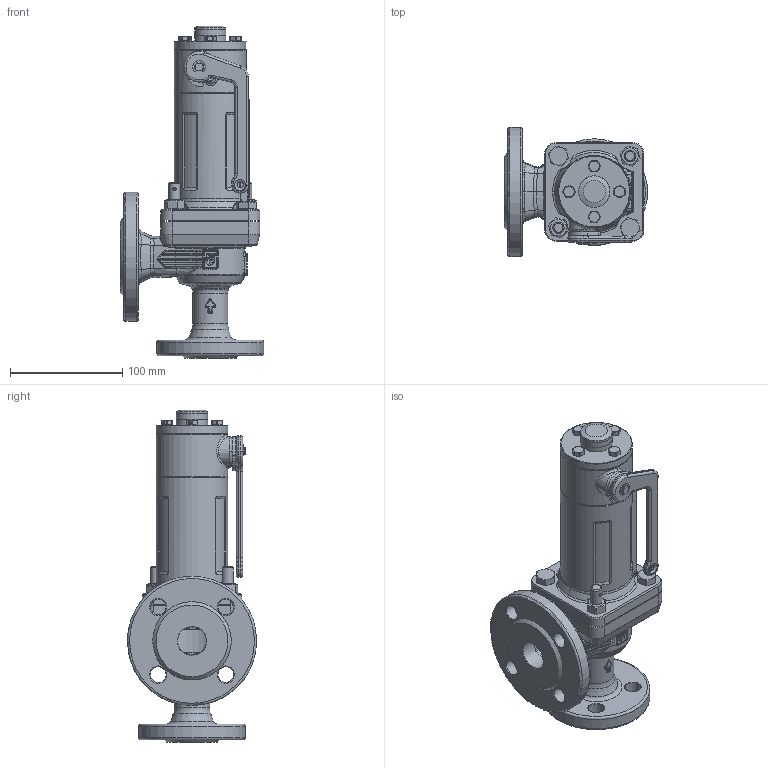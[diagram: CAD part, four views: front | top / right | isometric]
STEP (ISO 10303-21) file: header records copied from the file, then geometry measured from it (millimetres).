
FILE_DESCRIPTION(('HOOPS Exchange Step'),'2;1');
FILE_NAME('SF0610_DN15_15-25.stp','2025-06-27T13:24:52+02:00',('nieru'),('Unknown organisation'),'HOOPS Exchange 2024.2','HOOPS Exchange','Unknown authorisation');
FILE_SCHEMA( ('AP203_CONFIGURATION_CONTROLLED_3D_DESIGN_OF_MECHANICAL_PARTS_AND_ASSEMBLIES_MIM_LF') );
Length unit declared in the file: millimetre
Products named in the file (2): 0; root
Assembly tree (1 placements, depth 2):
  root
    0
Bounding box: 127.5 x 115 x 295.45 mm (x, y, z)
Volume: 1040415.6 mm3; surface area: 179966.6 mm2
Topology: 20 solids, 20 shells, 1404 faces, 3488 edges, 2124 vertices
Faces by surface type: bspline 509, cylinder 367, plane 290, torus 164, cone 71, sphere 3
Full cylindrical faces by diameter (mm): 2 x2, 3 x1, 3.9 x1, 5 x1, 6 x1, 8.2 x1, 8.376 x2, 8.9 x4, 10 x3, 14 x8, 14.63 x1, 15 x1, 15.5 x1, 17.3 x1, 25.8 x1, 28 x3, 31.2 x1, 33.189 x1, 57.325 x1, 64 x3, 66 x1, 95 x1, 115 x1
Entity records: 88638 total; most frequent: CARTESIAN_POINT 58606, ORIENTED_EDGE 6862, DIRECTION 5019, EDGE_CURVE 3431, VERTEX_POINT 2125, AXIS2_PLACEMENT_3D 2044, EDGE_LOOP 1498, FACE_BOUND 1498
